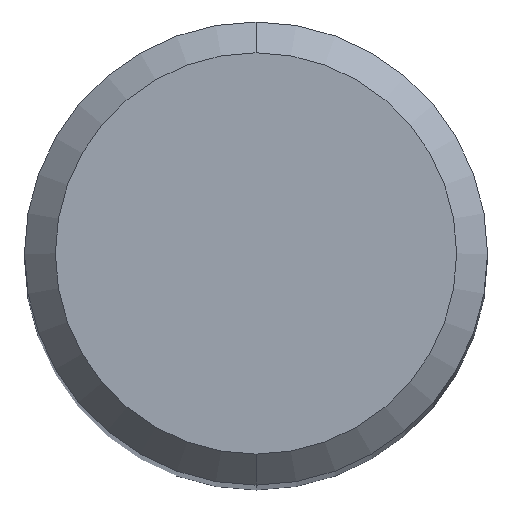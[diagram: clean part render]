
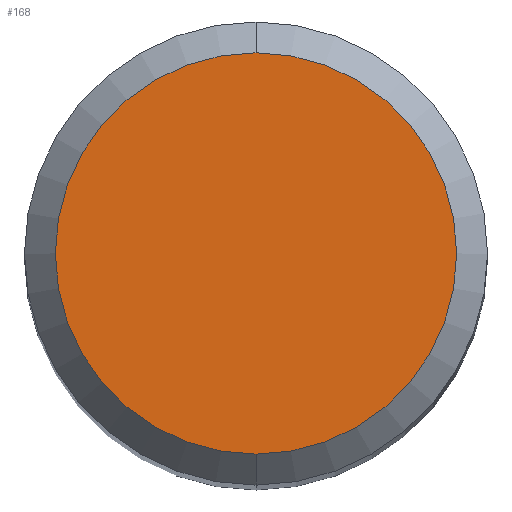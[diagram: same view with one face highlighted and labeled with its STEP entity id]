
A CAD part, top view. The second image highlights one B-rep face of the part: STEP entity #168.
In plain terms, the highlighted planar face has unit normal (0, 0, 1).
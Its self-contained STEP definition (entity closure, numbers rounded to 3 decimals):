
#122=EDGE_CURVE('',#230,#218,#290,.T.);
#168=ADVANCED_FACE('',(#339),#340,.T.);
#218=VERTEX_POINT('',#397);
#230=VERTEX_POINT('',#411);
#250=EDGE_CURVE('',#218,#230,#434,.T.);
#290=CIRCLE('',#470,2.6);
#339=FACE_OUTER_BOUND('',#537,.T.);
#340=PLANE('',#538);
#397=CARTESIAN_POINT('',(0.,-2.6,0.0));
#411=CARTESIAN_POINT('',(0.0,2.6,0.0));
#434=CIRCLE('',#651,2.6);
#470=AXIS2_PLACEMENT_3D('',#683,#684,#685);
#537=EDGE_LOOP('',(#743,#744));
#538=AXIS2_PLACEMENT_3D('',#745,#746,#747);
#651=AXIS2_PLACEMENT_3D('',#869,#870,#871);
#683=CARTESIAN_POINT('',(0.0,0.0,0.0));
#684=DIRECTION('',(0.0,0.0,-1.0));
#685=DIRECTION('',(0.0,1.0,0.0));
#743=ORIENTED_EDGE('',*,*,#122,.F.);
#744=ORIENTED_EDGE('',*,*,#250,.F.);
#745=CARTESIAN_POINT('',(0.0,1.3,0.0));
#746=DIRECTION('',(-0.0,0.0,1.0));
#747=DIRECTION('',(0.0,-1.0,0.0));
#869=CARTESIAN_POINT('',(0.0,0.0,0.0));
#870=DIRECTION('',(0.0,0.0,-1.0));
#871=DIRECTION('',(0.0,1.0,0.0));
